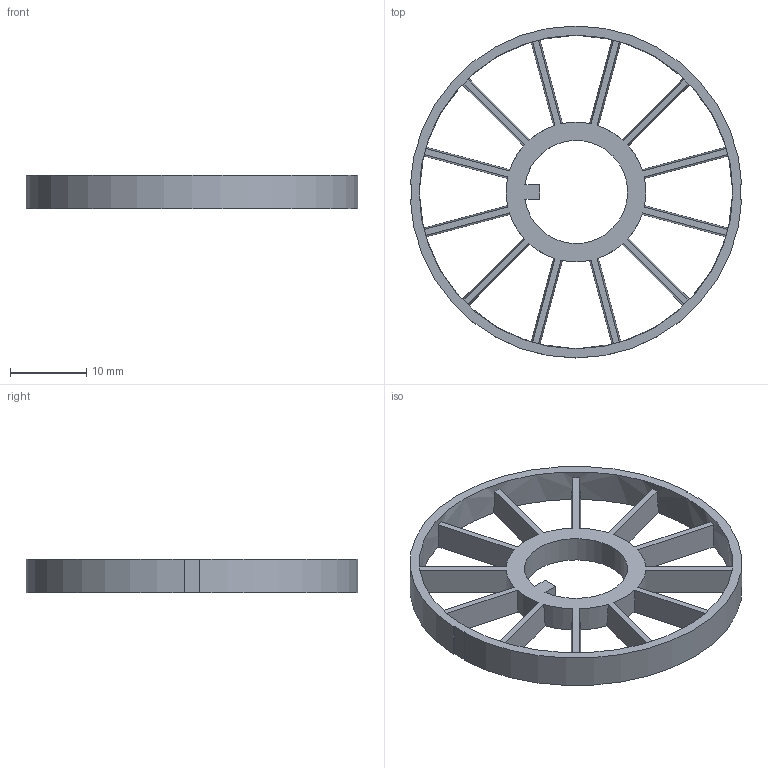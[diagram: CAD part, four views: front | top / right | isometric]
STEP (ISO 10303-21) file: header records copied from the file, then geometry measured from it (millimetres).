
FILE_DESCRIPTION(/* description */ (''),/* implementation_level */ '2;1');
FILE_NAME(/* name */ 'LED Cells - Adafruit 12 bit - LED 0 v2.step',/* time_stamp */ '2020-10-09T22:47:49-04:00',/* author */ (''),/* organization */ (''),/* preprocessor_version */ 'ST-DEVELOPER v18.1',/* originating_system */ 'Autodesk Translation Framework v9.3.0.1241',/* authorisation */ '');
FILE_SCHEMA (('AUTOMOTIVE_DESIGN { 1 0 10303 214 3 1 1 }'));
Length unit declared in the file: millimetre
Products named in the file (1): LED Cells - Adafruit 12 bit - LED 0
Bounding box: 43.35 x 43.4 x 4.4 mm (x, y, z)
Volume: 1576.3 mm3; surface area: 3205 mm2
Topology: 1 solids, 1 shells, 52 faces, 183 edges, 122 vertices
Faces by surface type: plane 36, cylinder 16
Full cylindrical faces by diameter (mm): 41 x1
Entity records: 2116 total; most frequent: DIRECTION 393, ORIENTED_EDGE 366, CARTESIAN_POINT 358, EDGE_CURVE 183, AXIS2_PLACEMENT_3D 157, VERTEX_POINT 122, LINE 79, VECTOR 79
